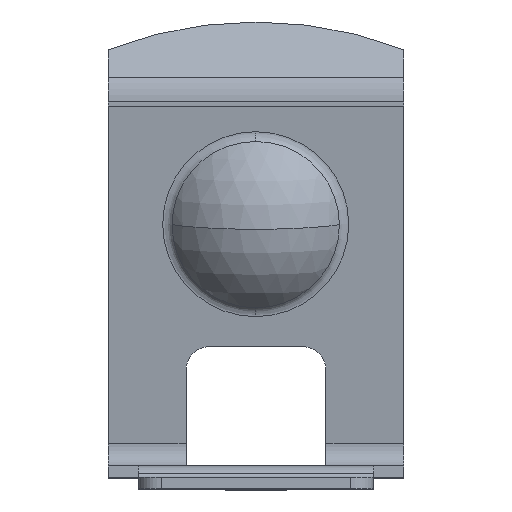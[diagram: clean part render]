
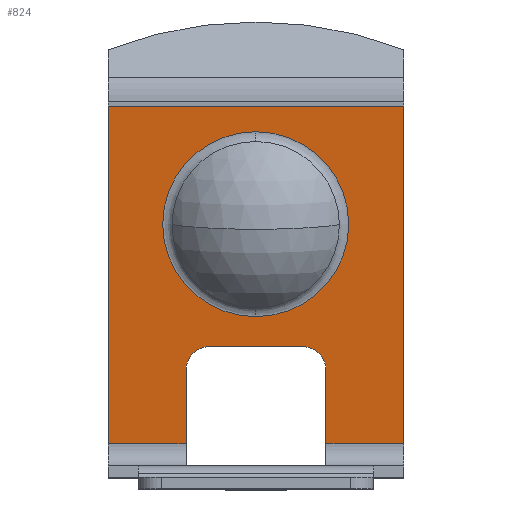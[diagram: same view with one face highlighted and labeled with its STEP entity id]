
A CAD part, top view. The second image highlights one B-rep face of the part: STEP entity #824.
In plain terms, the highlighted planar face has unit normal (0, -0.11, 0.994).
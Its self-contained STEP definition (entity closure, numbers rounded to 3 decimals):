
#12 = DIRECTION ( 'NONE',  ( 0., 0.11, -0.994 ) ) ;
#18 = CARTESIAN_POINT ( 'NONE',  ( 6.4, 8.06, -4.805 ) ) ;
#57 = VERTEX_POINT ( 'NONE', #59 ) ;
#59 = CARTESIAN_POINT ( 'NONE',  ( 6.4, 8.06, -4.805 ) ) ;
#62 = VERTEX_POINT ( 'NONE', #2280 ) ;
#146 = LINE ( 'NONE', #1769, #967 ) ;
#156 = VERTEX_POINT ( 'NONE', #576 ) ;
#172 = EDGE_CURVE ( 'NONE', #1007, #276, #214, .T. ) ;
#201 = CARTESIAN_POINT ( 'NONE',  ( 4.715, 0.749, -5.611 ) ) ;
#214 = LINE ( 'NONE', #2245, #609 ) ;
#228 = VECTOR ( 'NONE', #1482, 1000. ) ;
#260 = CARTESIAN_POINT ( 'NONE',  ( 4.215, 2.353, -5.434 ) ) ;
#261 = EDGE_CURVE ( 'NONE', #1815, #276, #2166, .T. ) ;
#276 = VERTEX_POINT ( 'NONE', #296 ) ;
#277 = CARTESIAN_POINT ( 'NONE',  ( 6.4, 0.749, -5.611 ) ) ;
#296 = CARTESIAN_POINT ( 'NONE',  ( 4.715, 2.353, -5.434 ) ) ;
#310 = VECTOR ( 'NONE', #1939, 1000. ) ;
#319 = CARTESIAN_POINT ( 'NONE',  ( 4.215, 2.85, -5.379 ) ) ;
#374 = CARTESIAN_POINT ( 'NONE',  ( 6.4, 2.85, -5.379 ) ) ;
#403 = CARTESIAN_POINT ( 'NONE',  ( 3.194, 5.505, -5.087 ) ) ;
#434 = LINE ( 'NONE', #778, #1275 ) ;
#447 = EDGE_CURVE ( 'NONE', #467, #2027, #1314, .T. ) ;
#467 = VERTEX_POINT ( 'NONE', #2277 ) ;
#493 = DIRECTION ( 'NONE',  ( 0., 0.994, 0.11 ) ) ;
#513 = DIRECTION ( 'NONE',  ( 0., -0.994, -0.11 ) ) ;
#576 = CARTESIAN_POINT ( 'NONE',  ( 0., 8.06, -4.805 ) ) ;
#601 = ORIENTED_EDGE ( 'NONE', *, *, #1633, .T. ) ;
#609 = VECTOR ( 'NONE', #2064, 1000. ) ;
#669 = DIRECTION ( 'NONE',  ( 0., 0.11, -0.994 ) ) ;
#737 = LINE ( 'NONE', #18, #228 ) ;
#746 = ORIENTED_EDGE ( 'NONE', *, *, #2106, .F. ) ;
#754 = EDGE_CURVE ( 'NONE', #57, #156, #737, .T. ) ;
#762 = EDGE_CURVE ( 'NONE', #2027, #1815, #2227, .T. ) ;
#770 = VECTOR ( 'NONE', #2185, 1000. ) ;
#778 = CARTESIAN_POINT ( 'NONE',  ( 6.4, 0.749, -5.611 ) ) ;
#824 = ADVANCED_FACE ( 'NONE', ( #1069, #2386 ), #1825, .F. ) ;
#863 = CARTESIAN_POINT ( 'NONE',  ( 1.685, 0.749, -5.611 ) ) ;
#877 = EDGE_LOOP ( 'NONE', ( #746, #1252 ) ) ;
#948 = ORIENTED_EDGE ( 'NONE', *, *, #1260, .F. ) ;
#967 = VECTOR ( 'NONE', #513, 1000. ) ;
#1007 = VERTEX_POINT ( 'NONE', #201 ) ;
#1025 = DIRECTION ( 'NONE',  ( 0., -0.11, 0.994 ) ) ;
#1061 = CARTESIAN_POINT ( 'NONE',  ( 1.685, 0.749, -5.611 ) ) ;
#1068 = CARTESIAN_POINT ( 'NONE',  ( 6.4, 0.749, -5.611 ) ) ;
#1069 = FACE_BOUND ( 'NONE', #877, .T. ) ;
#1082 = AXIS2_PLACEMENT_3D ( 'NONE', #403, #1025, #493 ) ;
#1109 = DIRECTION ( 'NONE',  ( 1., 0., 0. ) ) ;
#1148 = ORIENTED_EDGE ( 'NONE', *, *, #2184, .F. ) ;
#1154 = ORIENTED_EDGE ( 'NONE', *, *, #1496, .F. ) ;
#1157 = VECTOR ( 'NONE', #1109, 1000. ) ;
#1163 = CARTESIAN_POINT ( 'NONE',  ( 2.185, 2.85, -5.379 ) ) ;
#1184 = DIRECTION ( 'NONE',  ( 0., 0.994, 0.11 ) ) ;
#1195 = EDGE_CURVE ( 'NONE', #2113, #2089, #2384, .T. ) ;
#1207 = DIRECTION ( 'NONE',  ( 0., 0.11, -0.994 ) ) ;
#1238 = ORIENTED_EDGE ( 'NONE', *, *, #754, .T. ) ;
#1252 = ORIENTED_EDGE ( 'NONE', *, *, #2002, .F. ) ;
#1260 = EDGE_CURVE ( 'NONE', #467, #2113, #1788, .T. ) ;
#1275 = VECTOR ( 'NONE', #1521, 1000. ) ;
#1276 = ORIENTED_EDGE ( 'NONE', *, *, #762, .T. ) ;
#1283 = CARTESIAN_POINT ( 'NONE',  ( 3.194, 3.502, -5.307 ) ) ;
#1307 = AXIS2_PLACEMENT_3D ( 'NONE', #260, #1207, #2120 ) ;
#1314 = CIRCLE ( 'NONE', #2014, 0.5 ) ;
#1370 = EDGE_LOOP ( 'NONE', ( #1383, #1154, #1148, #1238, #601, #1919, #948, #2253, #1276, #1887 ) ) ;
#1383 = ORIENTED_EDGE ( 'NONE', *, *, #172, .F. ) ;
#1449 = VERTEX_POINT ( 'NONE', #1908 ) ;
#1482 = DIRECTION ( 'NONE',  ( -1., 0., 0. ) ) ;
#1496 = EDGE_CURVE ( 'NONE', #62, #1007, #434, .T. ) ;
#1521 = DIRECTION ( 'NONE',  ( -1., 0., 0. ) ) ;
#1529 = CARTESIAN_POINT ( 'NONE',  ( 0., 0.749, -5.611 ) ) ;
#1607 = DIRECTION ( 'NONE',  ( 0., -0.994, -0.11 ) ) ;
#1633 = EDGE_CURVE ( 'NONE', #156, #2089, #146, .T. ) ;
#1637 = DIRECTION ( 'NONE',  ( 0., 0.994, 0.11 ) ) ;
#1646 = CARTESIAN_POINT ( 'NONE',  ( 6.4, 0.749, -5.611 ) ) ;
#1698 = AXIS2_PLACEMENT_3D ( 'NONE', #1646, #669, #1637 ) ;
#1710 = DIRECTION ( 'NONE',  ( 0., -0.11, 0.994 ) ) ;
#1721 = DIRECTION ( 'NONE',  ( 0., 0.994, 0.11 ) ) ;
#1769 = CARTESIAN_POINT ( 'NONE',  ( 0., 0.749, -5.611 ) ) ;
#1788 = LINE ( 'NONE', #863, #1894 ) ;
#1803 = LINE ( 'NONE', #277, #310 ) ;
#1815 = VERTEX_POINT ( 'NONE', #319 ) ;
#1825 = PLANE ( 'NONE',  #1698 ) ;
#1887 = ORIENTED_EDGE ( 'NONE', *, *, #261, .T. ) ;
#1894 = VECTOR ( 'NONE', #1607, 1000. ) ;
#1900 = CIRCLE ( 'NONE', #2218, 2.015 ) ;
#1908 = CARTESIAN_POINT ( 'NONE',  ( 3.194, 7.507, -4.866 ) ) ;
#1919 = ORIENTED_EDGE ( 'NONE', *, *, #1195, .F. ) ;
#1939 = DIRECTION ( 'NONE',  ( 0., -0.994, -0.11 ) ) ;
#2002 = EDGE_CURVE ( 'NONE', #2354, #1449, #1900, .T. ) ;
#2014 = AXIS2_PLACEMENT_3D ( 'NONE', #2221, #12, #1721 ) ;
#2027 = VERTEX_POINT ( 'NONE', #1163 ) ;
#2064 = DIRECTION ( 'NONE',  ( 0., 0.994, 0.11 ) ) ;
#2086 = CARTESIAN_POINT ( 'NONE',  ( 3.194, 5.505, -5.087 ) ) ;
#2089 = VERTEX_POINT ( 'NONE', #1529 ) ;
#2106 = EDGE_CURVE ( 'NONE', #1449, #2354, #2374, .T. ) ;
#2113 = VERTEX_POINT ( 'NONE', #1061 ) ;
#2120 = DIRECTION ( 'NONE',  ( 0., 0.994, 0.11 ) ) ;
#2166 = CIRCLE ( 'NONE', #1307, 0.5 ) ;
#2184 = EDGE_CURVE ( 'NONE', #57, #62, #1803, .T. ) ;
#2185 = DIRECTION ( 'NONE',  ( -1., 0., 0. ) ) ;
#2218 = AXIS2_PLACEMENT_3D ( 'NONE', #2086, #1710, #1184 ) ;
#2221 = CARTESIAN_POINT ( 'NONE',  ( 2.185, 2.353, -5.434 ) ) ;
#2227 = LINE ( 'NONE', #374, #1157 ) ;
#2245 = CARTESIAN_POINT ( 'NONE',  ( 4.715, 0.749, -5.611 ) ) ;
#2253 = ORIENTED_EDGE ( 'NONE', *, *, #447, .T. ) ;
#2277 = CARTESIAN_POINT ( 'NONE',  ( 1.685, 2.353, -5.434 ) ) ;
#2280 = CARTESIAN_POINT ( 'NONE',  ( 6.4, 0.749, -5.611 ) ) ;
#2354 = VERTEX_POINT ( 'NONE', #1283 ) ;
#2374 = CIRCLE ( 'NONE', #1082, 2.015 ) ;
#2384 = LINE ( 'NONE', #1068, #770 ) ;
#2386 = FACE_OUTER_BOUND ( 'NONE', #1370, .T. ) ;
